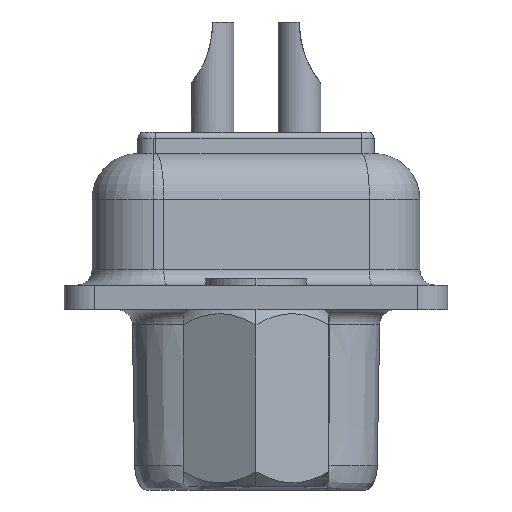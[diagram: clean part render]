
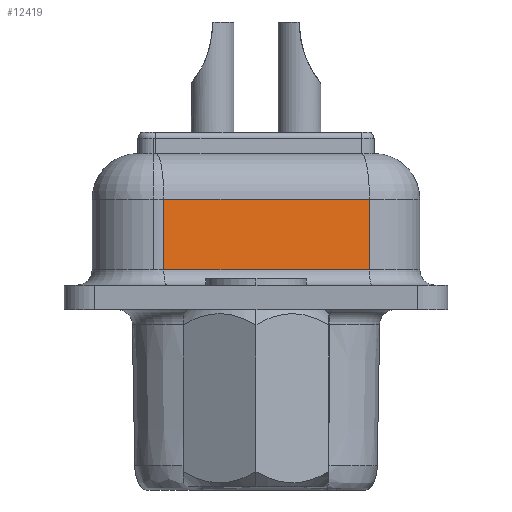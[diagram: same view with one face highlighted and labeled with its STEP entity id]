
A CAD part, left-side view. The second image highlights one B-rep face of the part: STEP entity #12419.
In plain terms, the highlighted planar face has unit normal (-0.985, -0.174, 0).
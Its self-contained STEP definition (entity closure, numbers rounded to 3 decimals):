
#128 = LINE ( 'NONE', #6967, #7583 ) ;
#716 = DIRECTION ( 'NONE',  ( -0.174, 0.985, 0. ) ) ;
#1631 = PLANE ( 'NONE',  #4495 ) ;
#2140 = VERTEX_POINT ( 'NONE', #5559 ) ;
#2732 = DIRECTION ( 'NONE',  ( 0.174, -0.985, 0. ) ) ;
#2771 = DIRECTION ( 'NONE',  ( -0.174, 0.985, 0. ) ) ;
#3345 = LINE ( 'NONE', #13495, #9788 ) ;
#4478 = CARTESIAN_POINT ( 'NONE',  ( -9.61, 3.013, 9.5 ) ) ;
#4495 = AXIS2_PLACEMENT_3D ( 'NONE', #8449, #13044, #2771 ) ;
#4945 = CARTESIAN_POINT ( 'NONE',  ( -9.61, 3.013, 7.2 ) ) ;
#4979 = VECTOR ( 'NONE', #2732, 1000. ) ;
#5453 = VECTOR ( 'NONE', #11656, 1000. ) ;
#5559 = CARTESIAN_POINT ( 'NONE',  ( -8.425, -3.707, 7.2 ) ) ;
#5871 = VERTEX_POINT ( 'NONE', #9336 ) ;
#6117 = FACE_OUTER_BOUND ( 'NONE', #11746, .T. ) ;
#6463 = VERTEX_POINT ( 'NONE', #4478 ) ;
#6498 = CARTESIAN_POINT ( 'NONE',  ( -8.425, -3.707, 9.5 ) ) ;
#6967 = CARTESIAN_POINT ( 'NONE',  ( -9.61, 3.013, 11. ) ) ;
#7125 = LINE ( 'NONE', #11817, #5453 ) ;
#7583 = VECTOR ( 'NONE', #8103, 1000. ) ;
#8069 = ORIENTED_EDGE ( 'NONE', *, *, #11350, .T. ) ;
#8103 = DIRECTION ( 'NONE',  ( 0., 0., -1. ) ) ;
#8449 = CARTESIAN_POINT ( 'NONE',  ( -9.61, 3.013, 11. ) ) ;
#8568 = VERTEX_POINT ( 'NONE', #6498 ) ;
#9336 = CARTESIAN_POINT ( 'NONE',  ( -9.61, 3.013, 7.2 ) ) ;
#9731 = EDGE_CURVE ( 'NONE', #6463, #5871, #128, .T. ) ;
#9788 = VECTOR ( 'NONE', #716, 1000. ) ;
#10756 = EDGE_CURVE ( 'NONE', #8568, #2140, #7125, .T. ) ;
#11350 = EDGE_CURVE ( 'NONE', #5871, #2140, #11584, .T. ) ;
#11411 = ORIENTED_EDGE ( 'NONE', *, *, #12463, .T. ) ;
#11584 = LINE ( 'NONE', #4945, #4979 ) ;
#11656 = DIRECTION ( 'NONE',  ( 0., 0., -1. ) ) ;
#11746 = EDGE_LOOP ( 'NONE', ( #12452, #8069, #12183, #11411 ) ) ;
#11817 = CARTESIAN_POINT ( 'NONE',  ( -8.425, -3.707, 11. ) ) ;
#12183 = ORIENTED_EDGE ( 'NONE', *, *, #10756, .F. ) ;
#12419 = ADVANCED_FACE ( 'NONE', ( #6117 ), #1631, .F. ) ;
#12452 = ORIENTED_EDGE ( 'NONE', *, *, #9731, .T. ) ;
#12463 = EDGE_CURVE ( 'NONE', #8568, #6463, #3345, .T. ) ;
#13044 = DIRECTION ( 'NONE',  ( 0.985, 0.174, 0. ) ) ;
#13495 = CARTESIAN_POINT ( 'NONE',  ( -9.61, 3.013, 9.5 ) ) ;
